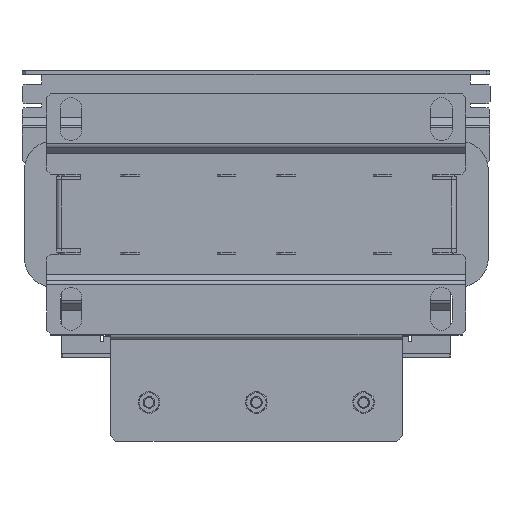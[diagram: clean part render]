
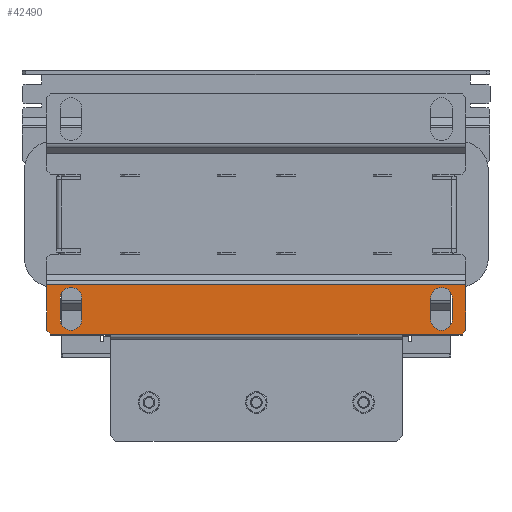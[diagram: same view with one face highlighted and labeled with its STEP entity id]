
A CAD part, front view. The second image highlights one B-rep face of the part: STEP entity #42490.
In plain terms, the highlighted planar face has unit normal (0, -1, 0).
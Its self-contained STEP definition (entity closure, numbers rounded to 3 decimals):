
#497 = LINE ( 'NONE', #5404, #11415 ) ;
#784 = ORIENTED_EDGE ( 'NONE', *, *, #7845, .T. ) ;
#1221 = VERTEX_POINT ( 'NONE', #3438 ) ;
#1301 = LINE ( 'NONE', #33045, #50258 ) ;
#1638 = DIRECTION ( 'NONE',  ( 0., 0., -1. ) ) ;
#2561 = DIRECTION ( 'NONE',  ( -1., 0., 0. ) ) ;
#2720 = DIRECTION ( 'NONE',  ( 1., 0., 0. ) ) ;
#2806 = LINE ( 'NONE', #43719, #36140 ) ;
#2913 = VECTOR ( 'NONE', #35063, 1000. ) ;
#3438 = CARTESIAN_POINT ( 'NONE',  ( 89.5, -6.5, -43.15 ) ) ;
#3463 = VECTOR ( 'NONE', #25132, 1000. ) ;
#3513 = ORIENTED_EDGE ( 'NONE', *, *, #18225, .T. ) ;
#4437 = CARTESIAN_POINT ( 'NONE',  ( -107.5, -6.5, -59.65 ) ) ;
#4664 = VERTEX_POINT ( 'NONE', #39645 ) ;
#5048 = ORIENTED_EDGE ( 'NONE', *, *, #40569, .T. ) ;
#5102 = CARTESIAN_POINT ( 'NONE',  ( -89.5, -6.5, -200.809 ) ) ;
#5404 = CARTESIAN_POINT ( 'NONE',  ( 0., -6.5, -61.55 ) ) ;
#6020 = CARTESIAN_POINT ( 'NONE',  ( -105.6, -6.5, -61.55 ) ) ;
#6294 = ORIENTED_EDGE ( 'NONE', *, *, #45017, .T. ) ;
#6837 = LINE ( 'NONE', #33888, #3463 ) ;
#7340 = CARTESIAN_POINT ( 'NONE',  ( -95., -6.5, -43.15 ) ) ;
#7845 = EDGE_CURVE ( 'Defeature ausgef�hrt1_39+Defeature ausgef�hrt1_33+Defeature ausgef�hrt1_169+Defeature ausgef�hrt1_34', #47627, #14695, #47143, .T. ) ;
#7924 = CARTESIAN_POINT ( 'NONE',  ( -95., -6.5, -54.15 ) ) ;
#8876 = ORIENTED_EDGE ( 'NONE', *, *, #16061, .T. ) ;
#9371 = VERTEX_POINT ( 'NONE', #10779 ) ;
#9818 = CIRCLE ( 'NONE', #51408, 5.5 ) ;
#10133 = LINE ( 'NONE', #27705, #54982 ) ;
#10742 = DIRECTION ( 'NONE',  ( 1., 0., 0. ) ) ;
#10779 = CARTESIAN_POINT ( 'NONE',  ( -89.5, -6.5, -54.15 ) ) ;
#11415 = VECTOR ( 'NONE', #10742, 1000. ) ;
#11434 = VERTEX_POINT ( 'NONE', #14703 ) ;
#11810 = CARTESIAN_POINT ( 'NONE',  ( 95., -6.5, -54.15 ) ) ;
#12632 = EDGE_LOOP ( 'NONE', ( #6294, #38238, #14098, #27717 ) ) ;
#14098 = ORIENTED_EDGE ( 'NONE', *, *, #21946, .T. ) ;
#14695 = VERTEX_POINT ( 'NONE', #6020 ) ;
#14703 = CARTESIAN_POINT ( 'NONE',  ( 107.5, -6.5, -59.65 ) ) ;
#15151 = DIRECTION ( 'NONE',  ( 0., -1., 0. ) ) ;
#15682 = ORIENTED_EDGE ( 'NONE', *, *, #48624, .T. ) ;
#15889 = CARTESIAN_POINT ( 'NONE',  ( 89.5, -6.5, -54.15 ) ) ;
#16061 = EDGE_CURVE ( 'Defeature ausgef�hrt1_39+Defeature ausgef�hrt1_1432+Defeature ausgef�hrt1_1429+Defeature ausgef�hrt1_1431', #9371, #46015, #44638, .T. ) ;
#16064 = ORIENTED_EDGE ( 'NONE', *, *, #42981, .T. ) ;
#16800 = VERTEX_POINT ( 'NONE', #36100 ) ;
#17071 = CARTESIAN_POINT ( 'NONE',  ( 100.5, -6.5, -43.15 ) ) ;
#17097 = DIRECTION ( 'NONE',  ( 0., 1., 0. ) ) ;
#17137 = FACE_BOUND ( 'NONE', #12632, .T. ) ;
#17458 = VERTEX_POINT ( 'NONE', #23481 ) ;
#17738 = VERTEX_POINT ( 'NONE', #17071 ) ;
#18225 = EDGE_CURVE ( 'Defeature ausgef�hrt1_39+Defeature ausgef�hrt1_1431+Defeature ausgef�hrt1_1432+Defeature ausgef�hrt1_1430', #46015, #16800, #6837, .T. ) ;
#18929 = VERTEX_POINT ( 'NONE', #44916 ) ;
#19209 = FACE_OUTER_BOUND ( 'NONE', #45758, .T. ) ;
#19348 = ORIENTED_EDGE ( 'NONE', *, *, #24922, .T. ) ;
#19854 = FACE_BOUND ( 'NONE', #33944, .T. ) ;
#21946 = EDGE_CURVE ( 'Defeature ausgef�hrt1_39+Defeature ausgef�hrt1_1427+Defeature ausgef�hrt1_1428+Defeature ausgef�hrt1_1426', #23442, #1221, #25450, .T. ) ;
#22087 = DIRECTION ( 'NONE',  ( 1., 0., 0. ) ) ;
#22121 = CARTESIAN_POINT ( 'NONE',  ( 89.5, -6.5, -200.809 ) ) ;
#22313 = CARTESIAN_POINT ( 'NONE',  ( 100.5, -6.5, -200.809 ) ) ;
#22587 = ORIENTED_EDGE ( 'NONE', *, *, #29374, .T. ) ;
#23317 = CIRCLE ( 'NONE', #38435, 5.5 ) ;
#23346 = EDGE_CURVE ( 'Defeature ausgef�hrt1_39+Defeature ausgef�hrt1_1428+Defeature ausgef�hrt1_1425+Defeature ausgef�hrt1_1427', #4664, #23442, #9818, .T. ) ;
#23442 = VERTEX_POINT ( 'NONE', #15889 ) ;
#23481 = CARTESIAN_POINT ( 'NONE',  ( 107.5, -6.5, -36.138 ) ) ;
#24922 = EDGE_CURVE ( 'Defeature ausgef�hrt1_39+Defeature ausgef�hrt1_169+Defeature ausgef�hrt1_95+Defeature ausgef�hrt1_33', #25474, #47627, #10133, .T. ) ;
#25132 = DIRECTION ( 'NONE',  ( 0., 0., 1. ) ) ;
#25450 = LINE ( 'NONE', #22121, #51254 ) ;
#25474 = VERTEX_POINT ( 'NONE', #42435 ) ;
#27705 = CARTESIAN_POINT ( 'NONE',  ( -107.5, -6.5, -200.809 ) ) ;
#27717 = ORIENTED_EDGE ( 'NONE', *, *, #52120, .T. ) ;
#28373 = VECTOR ( 'NONE', #29317, 1000. ) ;
#28540 = CARTESIAN_POINT ( 'NONE',  ( 105.6, -6.5, -61.55 ) ) ;
#28809 = CARTESIAN_POINT ( 'NONE',  ( 0., -6.5, -200.809 ) ) ;
#29057 = DIRECTION ( 'NONE',  ( 1., 0., 0. ) ) ;
#29317 = DIRECTION ( 'NONE',  ( 0.707, 0., 0.707 ) ) ;
#29374 = EDGE_CURVE ( 'Defeature ausgef�hrt1_39+Defeature ausgef�hrt1_1429+Defeature ausgef�hrt1_1430+Defeature ausgef�hrt1_1432', #45407, #9371, #45422, .T. ) ;
#33045 = CARTESIAN_POINT ( 'NONE',  ( 107.5, -6.5, -200.809 ) ) ;
#33418 = DIRECTION ( 'NONE',  ( 0., 1., 0. ) ) ;
#33461 = AXIS2_PLACEMENT_3D ( 'NONE', #28809, #15151, #2561 ) ;
#33810 = CARTESIAN_POINT ( 'NONE',  ( -107.5, -6.5, -59.65 ) ) ;
#33815 = DIRECTION ( 'NONE',  ( 0., 1., 0. ) ) ;
#33888 = CARTESIAN_POINT ( 'NONE',  ( -100.5, -6.5, -200.809 ) ) ;
#33944 = EDGE_LOOP ( 'NONE', ( #22587, #8876, #3513, #42762 ) ) ;
#34894 = AXIS2_PLACEMENT_3D ( 'NONE', #7924, #33815, #29057 ) ;
#34913 = CARTESIAN_POINT ( 'NONE',  ( 95., -6.5, -43.15 ) ) ;
#35063 = DIRECTION ( 'NONE',  ( 0.707, 0., -0.707 ) ) ;
#35237 = DIRECTION ( 'NONE',  ( 0., 0., -1. ) ) ;
#36100 = CARTESIAN_POINT ( 'NONE',  ( -100.5, -6.5, -43.15 ) ) ;
#36140 = VECTOR ( 'NONE', #22087, 1000. ) ;
#36260 = AXIS2_PLACEMENT_3D ( 'NONE', #7340, #33418, #51215 ) ;
#37970 = DIRECTION ( 'NONE',  ( 0., 0., 1. ) ) ;
#38179 = EDGE_CURVE ( 'Defeature ausgef�hrt1_95+Defeature ausgef�hrt1_39+Defeature ausgef�hrt1_169+Defeature ausgef�hrt1_171', #25474, #17458, #2806, .T. ) ;
#38238 = ORIENTED_EDGE ( 'NONE', *, *, #23346, .T. ) ;
#38435 = AXIS2_PLACEMENT_3D ( 'NONE', #34913, #17097, #47060 ) ;
#39645 = CARTESIAN_POINT ( 'NONE',  ( 100.5, -6.5, -54.15 ) ) ;
#40569 = EDGE_CURVE ( 'Defeature ausgef�hrt1_39+Defeature ausgef�hrt1_35+Defeature ausgef�hrt1_34+Defeature ausgef�hrt1_171', #18929, #11434, #54869, .T. ) ;
#42435 = CARTESIAN_POINT ( 'NONE',  ( -107.5, -6.5, -36.138 ) ) ;
#42490 = ADVANCED_FACE ( 'Defeature ausgef�hrt1_39', ( #19854, #17137, #19209 ), #54447, .T. ) ;
#42762 = ORIENTED_EDGE ( 'NONE', *, *, #52010, .T. ) ;
#42981 = EDGE_CURVE ( 'Defeature ausgef�hrt1_39+Defeature ausgef�hrt1_171+Defeature ausgef�hrt1_35+Defeature ausgef�hrt1_95', #11434, #17458, #1301, .T. ) ;
#43719 = CARTESIAN_POINT ( 'NONE',  ( -215.017, -6.5, -36.138 ) ) ;
#44638 = CIRCLE ( 'NONE', #34894, 5.5 ) ;
#44760 = VECTOR ( 'NONE', #48625, 1000. ) ;
#44916 = CARTESIAN_POINT ( 'NONE',  ( 105.6, -6.5, -61.55 ) ) ;
#45017 = EDGE_CURVE ( 'Defeature ausgef�hrt1_39+Defeature ausgef�hrt1_1425+Defeature ausgef�hrt1_1426+Defeature ausgef�hrt1_1428', #17738, #4664, #49774, .T. ) ;
#45407 = VERTEX_POINT ( 'NONE', #55697 ) ;
#45422 = LINE ( 'NONE', #5102, #44760 ) ;
#45709 = VECTOR ( 'NONE', #35237, 1000. ) ;
#45758 = EDGE_LOOP ( 'NONE', ( #50736, #19348, #784, #15682, #5048, #16064 ) ) ;
#46015 = VERTEX_POINT ( 'NONE', #55996 ) ;
#47060 = DIRECTION ( 'NONE',  ( 1., 0., 0. ) ) ;
#47143 = LINE ( 'NONE', #4437, #2913 ) ;
#47627 = VERTEX_POINT ( 'NONE', #33810 ) ;
#48624 = EDGE_CURVE ( 'Defeature ausgef�hrt1_39+Defeature ausgef�hrt1_34+Defeature ausgef�hrt1_33+Defeature ausgef�hrt1_35', #14695, #18929, #497, .T. ) ;
#48625 = DIRECTION ( 'NONE',  ( 0., 0., -1. ) ) ;
#49774 = LINE ( 'NONE', #22313, #45709 ) ;
#49853 = CIRCLE ( 'NONE', #36260, 5.5 ) ;
#50258 = VECTOR ( 'NONE', #37970, 1000. ) ;
#50736 = ORIENTED_EDGE ( 'NONE', *, *, #38179, .F. ) ;
#51215 = DIRECTION ( 'NONE',  ( 1., 0., 0. ) ) ;
#51254 = VECTOR ( 'NONE', #52491, 1000. ) ;
#51408 = AXIS2_PLACEMENT_3D ( 'NONE', #11810, #54781, #2720 ) ;
#52010 = EDGE_CURVE ( 'Defeature ausgef�hrt1_39+Defeature ausgef�hrt1_1430+Defeature ausgef�hrt1_1431+Defeature ausgef�hrt1_1429', #16800, #45407, #49853, .T. ) ;
#52120 = EDGE_CURVE ( 'Defeature ausgef�hrt1_39+Defeature ausgef�hrt1_1426+Defeature ausgef�hrt1_1427+Defeature ausgef�hrt1_1425', #1221, #17738, #23317, .T. ) ;
#52491 = DIRECTION ( 'NONE',  ( 0., 0., 1. ) ) ;
#54447 = PLANE ( 'NONE',  #33461 ) ;
#54781 = DIRECTION ( 'NONE',  ( 0., 1., 0. ) ) ;
#54869 = LINE ( 'NONE', #28540, #28373 ) ;
#54982 = VECTOR ( 'NONE', #1638, 1000. ) ;
#55697 = CARTESIAN_POINT ( 'NONE',  ( -89.5, -6.5, -43.15 ) ) ;
#55996 = CARTESIAN_POINT ( 'NONE',  ( -100.5, -6.5, -54.15 ) ) ;
